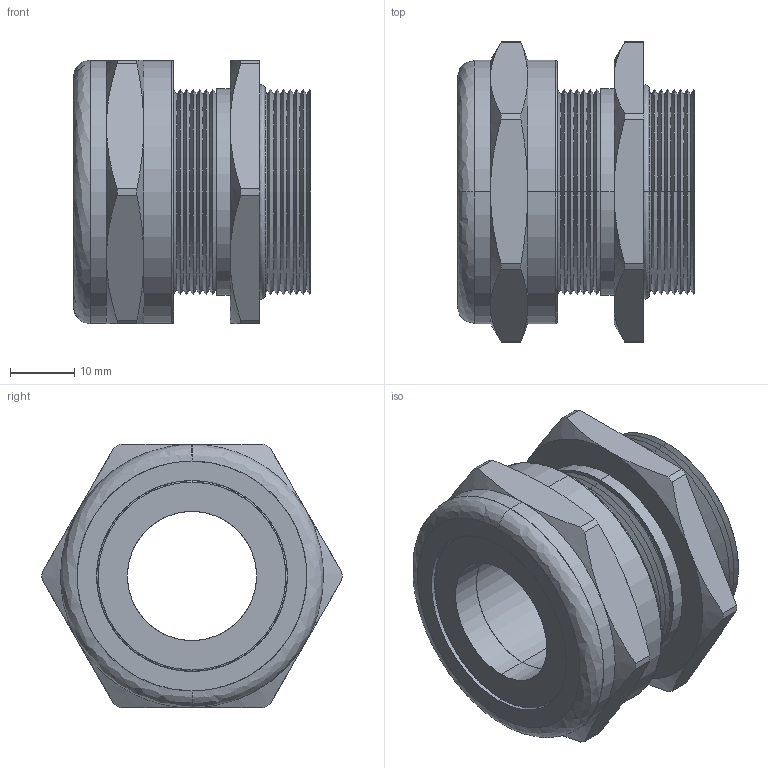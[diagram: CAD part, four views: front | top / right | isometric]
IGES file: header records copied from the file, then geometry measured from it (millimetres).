
Start section: SolidWorks IGES file using analytic representation for surfaces
Global section: file name: CD32MR-SS.IGS; native system: SolidWorks 2007; preprocessor: SolidWorks 2007; author: BSI-05; date: 080326.110144; units: inch
Bounding box: 36.83 x 46.62 x 40.89 mm (x, y, z)
Surface area: 13066.2 mm2 (no closed solid volume)
Topology: 0 solids, 0 shells, 152 faces, 1894 edges, 1894 vertices
Faces by surface type: revolution 122, bspline 30
